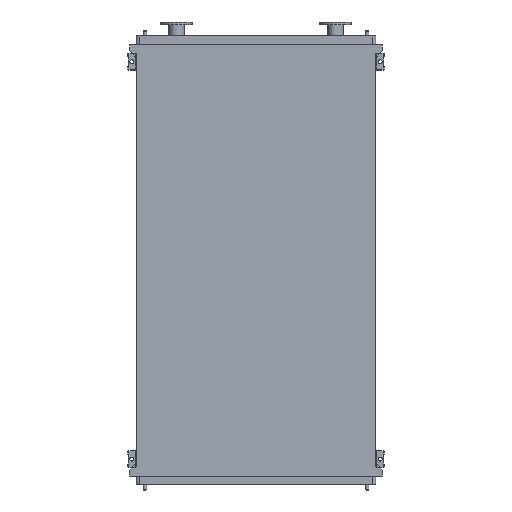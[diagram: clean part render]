
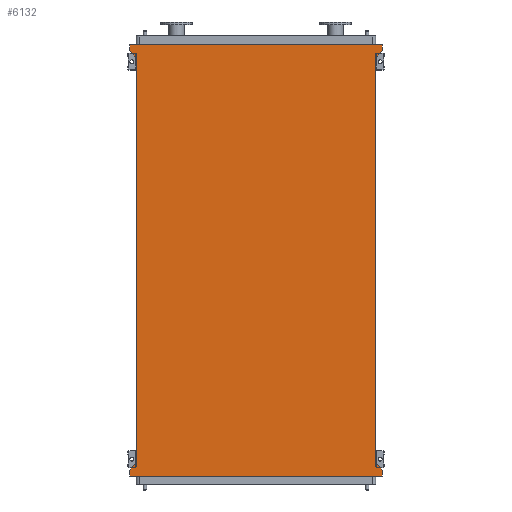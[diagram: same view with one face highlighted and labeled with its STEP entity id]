
A CAD part, front view. The second image highlights one B-rep face of the part: STEP entity #6132.
In plain terms, the highlighted planar face has unit normal (0, -1, 0).
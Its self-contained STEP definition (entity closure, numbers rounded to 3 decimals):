
#10 = VECTOR ( 'NONE', #11033, 1000. ) ;
#276 = VERTEX_POINT ( 'NONE', #17129 ) ;
#358 = VECTOR ( 'NONE', #14612, 1000. ) ;
#512 = CARTESIAN_POINT ( 'NONE',  ( -845., 0., -2850. ) ) ;
#674 = VECTOR ( 'NONE', #18239, 1000. ) ;
#774 = VERTEX_POINT ( 'NONE', #11293 ) ;
#896 = LINE ( 'NONE', #7100, #16358 ) ;
#1336 = CARTESIAN_POINT ( 'NONE',  ( -891., 0., 95. ) ) ;
#1586 = EDGE_CURVE ( 'NONE', #9641, #8060, #9949, .T. ) ;
#1848 = ORIENTED_EDGE ( 'NONE', *, *, #10433, .T. ) ;
#2020 = DIRECTION ( 'NONE',  ( 0., 0., -1. ) ) ;
#2136 = VERTEX_POINT ( 'NONE', #10023 ) ;
#2446 = VECTOR ( 'NONE', #13699, 1000. ) ;
#2570 = EDGE_CURVE ( 'NONE', #17312, #2136, #7849, .T. ) ;
#2636 = ORIENTED_EDGE ( 'NONE', *, *, #5526, .F. ) ;
#2651 = VERTEX_POINT ( 'NONE', #18273 ) ;
#2794 = CARTESIAN_POINT ( 'NONE',  ( -891., 0., -2903. ) ) ;
#2951 = FACE_OUTER_BOUND ( 'NONE', #4384, .T. ) ;
#2961 = VERTEX_POINT ( 'NONE', #8830 ) ;
#3068 = VECTOR ( 'NONE', #11572, 1000. ) ;
#3166 = ORIENTED_EDGE ( 'NONE', *, *, #15586, .F. ) ;
#3450 = AXIS2_PLACEMENT_3D ( 'NONE', #512, #10812, #2020 ) ;
#3459 = LINE ( 'NONE', #18400, #7812 ) ;
#3564 = EDGE_CURVE ( 'NONE', #2136, #15938, #3459, .T. ) ;
#4383 = LINE ( 'NONE', #1336, #10808 ) ;
#4384 = EDGE_LOOP ( 'NONE', ( #1848, #10762, #2636, #14035, #11515, #10622, #14314, #6119, #8138, #18782, #3166, #15640 ) ) ;
#4399 = VECTOR ( 'NONE', #11628, 1000. ) ;
#4444 = CARTESIAN_POINT ( 'NONE',  ( 891., 0., 53. ) ) ;
#4963 = CARTESIAN_POINT ( 'NONE',  ( 845., 0., -2850. ) ) ;
#5350 = CARTESIAN_POINT ( 'NONE',  ( -845., 0., -2850. ) ) ;
#5425 = LINE ( 'NONE', #4963, #2446 ) ;
#5526 = EDGE_CURVE ( 'NONE', #7640, #276, #10759, .T. ) ;
#5780 = DIRECTION ( 'NONE',  ( 1., 0., 0. ) ) ;
#6119 = ORIENTED_EDGE ( 'NONE', *, *, #1586, .F. ) ;
#6132 = ADVANCED_FACE ( 'NONE', ( #2951 ), #7789, .T. ) ;
#6195 = CARTESIAN_POINT ( 'NONE',  ( 891., 0., -2945. ) ) ;
#6282 = CARTESIAN_POINT ( 'NONE',  ( 891., 0., -2903. ) ) ;
#6506 = EDGE_CURVE ( 'NONE', #276, #774, #7739, .T. ) ;
#6751 = CARTESIAN_POINT ( 'NONE',  ( 845., 0., -2850. ) ) ;
#7100 = CARTESIAN_POINT ( 'NONE',  ( 891., 0., -2945. ) ) ;
#7640 = VERTEX_POINT ( 'NONE', #15326 ) ;
#7665 = LINE ( 'NONE', #5350, #12470 ) ;
#7733 = EDGE_CURVE ( 'NONE', #8060, #17312, #7665, .T. ) ;
#7739 = LINE ( 'NONE', #4444, #358 ) ;
#7789 = PLANE ( 'NONE',  #3450 ) ;
#7812 = VECTOR ( 'NONE', #9870, 1000. ) ;
#7849 = LINE ( 'NONE', #15289, #10 ) ;
#8060 = VERTEX_POINT ( 'NONE', #12050 ) ;
#8138 = ORIENTED_EDGE ( 'NONE', *, *, #17473, .F. ) ;
#8354 = CARTESIAN_POINT ( 'NONE',  ( -891., 0., 95. ) ) ;
#8830 = CARTESIAN_POINT ( 'NONE',  ( 845., 0., -2850. ) ) ;
#9255 = DIRECTION ( 'NONE',  ( 0., 0., 1. ) ) ;
#9641 = VERTEX_POINT ( 'NONE', #11106 ) ;
#9870 = DIRECTION ( 'NONE',  ( 0., 0., 1. ) ) ;
#9949 = LINE ( 'NONE', #2794, #3068 ) ;
#10023 = CARTESIAN_POINT ( 'NONE',  ( -891., 0., 53. ) ) ;
#10230 = CARTESIAN_POINT ( 'NONE',  ( 891., 0., -2903. ) ) ;
#10308 = VERTEX_POINT ( 'NONE', #6195 ) ;
#10412 = CARTESIAN_POINT ( 'NONE',  ( -845., 0., 0. ) ) ;
#10433 = EDGE_CURVE ( 'NONE', #2961, #774, #13267, .T. ) ;
#10622 = ORIENTED_EDGE ( 'NONE', *, *, #2570, .F. ) ;
#10759 = LINE ( 'NONE', #18512, #17865 ) ;
#10762 = ORIENTED_EDGE ( 'NONE', *, *, #6506, .F. ) ;
#10808 = VECTOR ( 'NONE', #5780, 1000. ) ;
#10812 = DIRECTION ( 'NONE',  ( 0., -1., 0. ) ) ;
#11033 = DIRECTION ( 'NONE',  ( -0.655, 0., 0.755 ) ) ;
#11106 = CARTESIAN_POINT ( 'NONE',  ( -891., 0., -2903. ) ) ;
#11293 = CARTESIAN_POINT ( 'NONE',  ( 845., 0., 0. ) ) ;
#11515 = ORIENTED_EDGE ( 'NONE', *, *, #3564, .F. ) ;
#11572 = DIRECTION ( 'NONE',  ( 0.655, 0., 0.755 ) ) ;
#11628 = DIRECTION ( 'NONE',  ( 0., 0., -1. ) ) ;
#12050 = CARTESIAN_POINT ( 'NONE',  ( -845., 0., -2850. ) ) ;
#12470 = VECTOR ( 'NONE', #15436, 1000. ) ;
#12716 = DIRECTION ( 'NONE',  ( 0., 0., -1. ) ) ;
#13047 = VERTEX_POINT ( 'NONE', #6282 ) ;
#13267 = LINE ( 'NONE', #6751, #674 ) ;
#13567 = CARTESIAN_POINT ( 'NONE',  ( -891., 0., -2945. ) ) ;
#13699 = DIRECTION ( 'NONE',  ( 0.655, 0., -0.755 ) ) ;
#13701 = EDGE_CURVE ( 'NONE', #2961, #13047, #5425, .T. ) ;
#14035 = ORIENTED_EDGE ( 'NONE', *, *, #16071, .F. ) ;
#14314 = ORIENTED_EDGE ( 'NONE', *, *, #7733, .F. ) ;
#14612 = DIRECTION ( 'NONE',  ( -0.655, 0., -0.755 ) ) ;
#15087 = LINE ( 'NONE', #10230, #4399 ) ;
#15289 = CARTESIAN_POINT ( 'NONE',  ( -845., 0., 0. ) ) ;
#15326 = CARTESIAN_POINT ( 'NONE',  ( 891., 0., 95. ) ) ;
#15436 = DIRECTION ( 'NONE',  ( 0., 0., 1. ) ) ;
#15586 = EDGE_CURVE ( 'NONE', #13047, #10308, #15087, .T. ) ;
#15640 = ORIENTED_EDGE ( 'NONE', *, *, #13701, .F. ) ;
#15938 = VERTEX_POINT ( 'NONE', #8354 ) ;
#16071 = EDGE_CURVE ( 'NONE', #15938, #7640, #4383, .T. ) ;
#16358 = VECTOR ( 'NONE', #17161, 1000. ) ;
#16525 = EDGE_CURVE ( 'NONE', #10308, #2651, #896, .T. ) ;
#16761 = VECTOR ( 'NONE', #9255, 1000. ) ;
#17129 = CARTESIAN_POINT ( 'NONE',  ( 891., 0., 53. ) ) ;
#17161 = DIRECTION ( 'NONE',  ( -1., 0., 0. ) ) ;
#17312 = VERTEX_POINT ( 'NONE', #10412 ) ;
#17473 = EDGE_CURVE ( 'NONE', #2651, #9641, #17643, .T. ) ;
#17643 = LINE ( 'NONE', #13567, #16761 ) ;
#17865 = VECTOR ( 'NONE', #12716, 1000. ) ;
#18239 = DIRECTION ( 'NONE',  ( 0., 0., 1. ) ) ;
#18273 = CARTESIAN_POINT ( 'NONE',  ( -891., 0., -2945. ) ) ;
#18400 = CARTESIAN_POINT ( 'NONE',  ( -891., 0., 53. ) ) ;
#18512 = CARTESIAN_POINT ( 'NONE',  ( 891., 0., 95. ) ) ;
#18782 = ORIENTED_EDGE ( 'NONE', *, *, #16525, .F. ) ;
